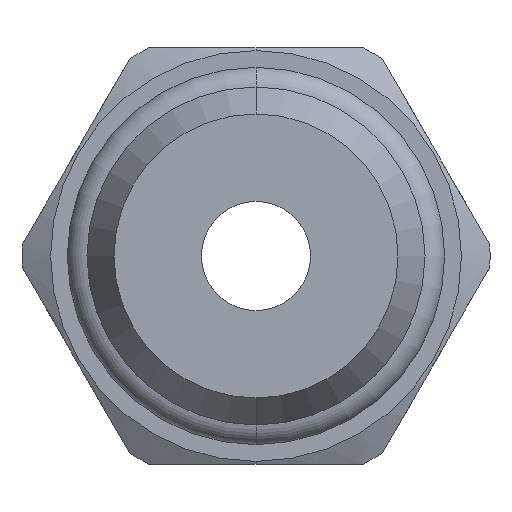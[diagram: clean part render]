
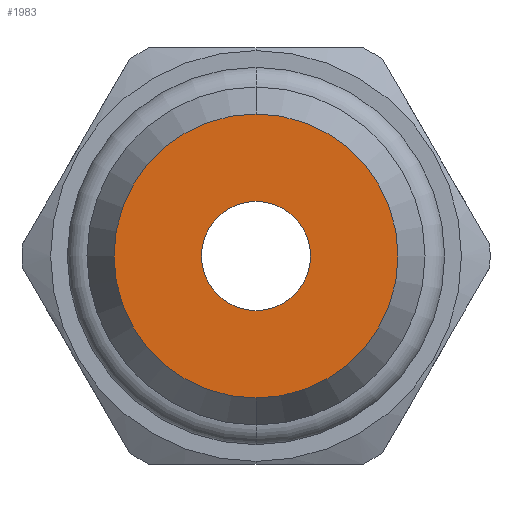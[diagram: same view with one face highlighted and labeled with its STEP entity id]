
A CAD part, front view. The second image highlights one B-rep face of the part: STEP entity #1983.
In plain terms, the highlighted planar face has unit normal (0, -1, 0).
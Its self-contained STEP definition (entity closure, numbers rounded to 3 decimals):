
#46 = VERTEX_POINT ( 'NONE', #1903 ) ;
#235 = AXIS2_PLACEMENT_3D ( 'NONE', #1946, #1347, #2117 ) ;
#281 = VERTEX_POINT ( 'NONE', #1054 ) ;
#333 = CIRCLE ( 'NONE', #1374, 2.1 ) ;
#365 = ORIENTED_EDGE ( 'NONE', *, *, #2408, .T. ) ;
#430 = DIRECTION ( 'NONE',  ( 0., -1., 0. ) ) ;
#449 = EDGE_CURVE ( 'NONE', #281, #46, #2449, .T. ) ;
#540 = DIRECTION ( 'NONE',  ( 0., 0., -1. ) ) ;
#729 = PLANE ( 'NONE',  #1296 ) ;
#903 = DIRECTION ( 'NONE',  ( 0., -1., 0. ) ) ;
#961 = DIRECTION ( 'NONE',  ( 0., -1., 0. ) ) ;
#978 = CARTESIAN_POINT ( 'NONE',  ( 0., 0., 0. ) ) ;
#1021 = AXIS2_PLACEMENT_3D ( 'NONE', #978, #961, #1738 ) ;
#1054 = CARTESIAN_POINT ( 'NONE',  ( 0., 0., -2.1 ) ) ;
#1203 = ORIENTED_EDGE ( 'NONE', *, *, #449, .F. ) ;
#1270 = FACE_BOUND ( 'NONE', #1542, .T. ) ;
#1296 = AXIS2_PLACEMENT_3D ( 'NONE', #1868, #903, #2426 ) ;
#1299 = FACE_OUTER_BOUND ( 'NONE', #2454, .T. ) ;
#1345 = VERTEX_POINT ( 'NONE', #1713 ) ;
#1347 = DIRECTION ( 'NONE',  ( 0., -1., 0. ) ) ;
#1374 = AXIS2_PLACEMENT_3D ( 'NONE', #1554, #430, #1752 ) ;
#1542 = EDGE_LOOP ( 'NONE', ( #1203, #2399 ) ) ;
#1554 = CARTESIAN_POINT ( 'NONE',  ( 0., 0., 0. ) ) ;
#1671 = DIRECTION ( 'NONE',  ( 0., -1., 0. ) ) ;
#1713 = CARTESIAN_POINT ( 'NONE',  ( 0., 0., -5.461 ) ) ;
#1738 = DIRECTION ( 'NONE',  ( 0., 0., -1. ) ) ;
#1752 = DIRECTION ( 'NONE',  ( 0., 0., -1. ) ) ;
#1773 = AXIS2_PLACEMENT_3D ( 'NONE', #2419, #1671, #540 ) ;
#1813 = CIRCLE ( 'NONE', #1021, 5.461 ) ;
#1819 = ORIENTED_EDGE ( 'NONE', *, *, #2435, .T. ) ;
#1868 = CARTESIAN_POINT ( 'NONE',  ( 0., 0., 0. ) ) ;
#1903 = CARTESIAN_POINT ( 'NONE',  ( 0., 0., 2.1 ) ) ;
#1946 = CARTESIAN_POINT ( 'NONE',  ( 0., 0., 0. ) ) ;
#1983 = ADVANCED_FACE ( 'NONE', ( #1270, #1299 ), #729, .T. ) ;
#2104 = CIRCLE ( 'NONE', #235, 5.461 ) ;
#2117 = DIRECTION ( 'NONE',  ( 0., 0., -1. ) ) ;
#2306 = CARTESIAN_POINT ( 'NONE',  ( 0., 0., 5.461 ) ) ;
#2399 = ORIENTED_EDGE ( 'NONE', *, *, #2461, .F. ) ;
#2408 = EDGE_CURVE ( 'NONE', #2416, #1345, #2104, .T. ) ;
#2416 = VERTEX_POINT ( 'NONE', #2306 ) ;
#2419 = CARTESIAN_POINT ( 'NONE',  ( 0., 0., 0. ) ) ;
#2426 = DIRECTION ( 'NONE',  ( 0., 0., -1. ) ) ;
#2435 = EDGE_CURVE ( 'NONE', #1345, #2416, #1813, .T. ) ;
#2449 = CIRCLE ( 'NONE', #1773, 2.1 ) ;
#2454 = EDGE_LOOP ( 'NONE', ( #365, #1819 ) ) ;
#2461 = EDGE_CURVE ( 'NONE', #46, #281, #333, .T. ) ;
